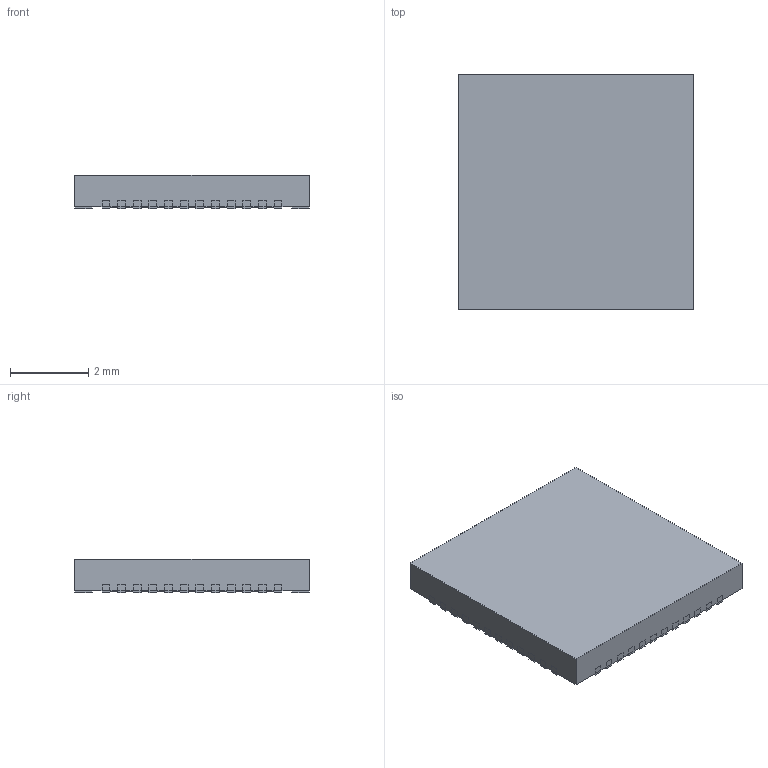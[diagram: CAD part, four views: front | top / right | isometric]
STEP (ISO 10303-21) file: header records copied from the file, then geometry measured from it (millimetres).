
FILE_DESCRIPTION(('FreeCAD Model'),'2;1');
FILE_NAME('UQFN-48-1EP_6X6MM_Pitch0.4mm.step','2017-07-31T15:32:38',('kicad StepUp' ),('ksu MCAD'),'Open CASCADE STEP processor 6.8','FreeCAD','Unknown' );
FILE_SCHEMA(('AUTOMOTIVE_DESIGN_CC2 { 1 2 10303 214 -1 1 5 4 }'));
Length unit declared in the file: millimetre
Products named in the file (2): ASSEMBLY; UQFN-48-1EP_6X6MM_Pitch0.4mm
Assembly tree (1 placements, depth 2):
  ASSEMBLY
    UQFN-48-1EP_6X6MM_Pitch0.4mm
Bounding box: 6 x 6 x 0.85 mm (x, y, z)
Volume: 29.2 mm3; surface area: 132.7 mm2
Topology: 2 solids, 2 shells, 301 faces, 795 edges, 498 vertices
Faces by surface type: plane 301
Entity records: 11118 total; most frequent: CARTESIAN_POINT 1596, ORIENTED_EDGE 1590, DIRECTION 1401, EDGE_CURVE 795, LINE 795, VECTOR 795, VERTEX_POINT 498, AXIS2_PLACEMENT_3D 303
